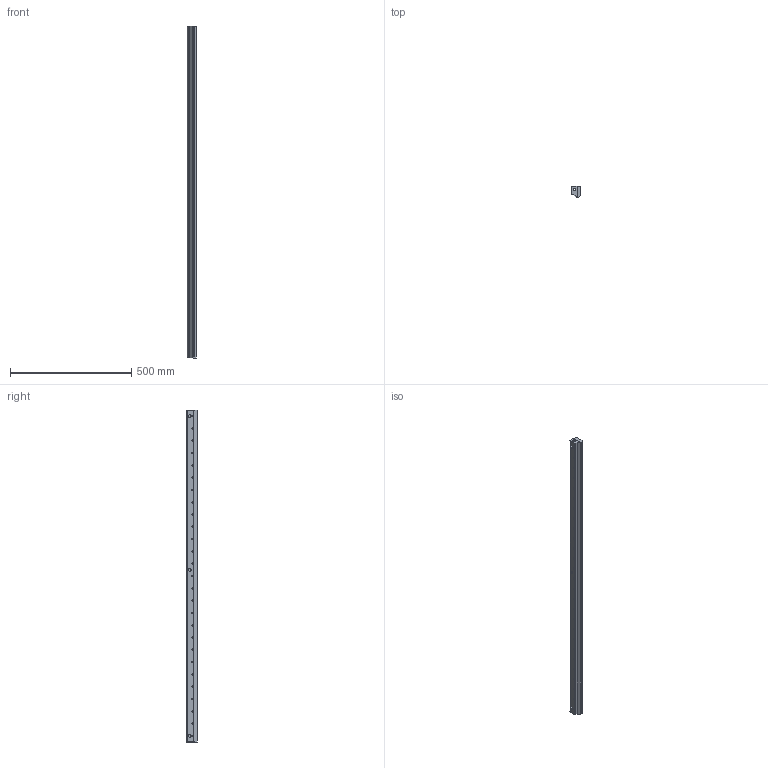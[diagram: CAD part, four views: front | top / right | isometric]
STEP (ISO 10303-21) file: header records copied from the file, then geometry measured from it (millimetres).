
FILE_DESCRIPTION((''),'2;1');
FILE_NAME('110054.stp','2010-04-28T10:28:15',('michael witt'),(''),'Autodesk Inventor 2010','Autodesk Inventor 2010','');
FILE_SCHEMA(('AUTOMOTIVE_DESIGN { 1 0 10303 214 1 1 1 1 }'));
Length unit declared in the file: inch
Products named in the file (30): Assembly9; Part367; Part369; Part371; Part373; Part375; Part377; Part379; Part381; Part383; Part385; Part387; Part389; Part391; Part393; Part395; Part397; Part399; Part401; Part403; Part405; Part407; Part409; Part411; Part413; Part415; Part417; Part419; Part421; Part423
Assembly tree (29 placements, depth 2):
  Assembly9
    Part367
    Part369
    Part371
    Part373
    Part375
    Part377
    Part379
    Part381
    Part383
    Part385
    Part387
    Part389
    Part391
    Part393
    Part395
    Part397
    Part399
    Part401
    Part403
    Part405
    Part407
    Part409
    Part411
    Part413
    Part415
    Part417
    Part419
    Part421
    Part423
Bounding box: 37.48 x 44.45 x 1371.6 mm (x, y, z)
Volume: 1811289.7 mm3; surface area: 404207.7 mm2
Topology: 29 solids, 29 shells, 590 faces, 1303 edges, 825 vertices
Faces by surface type: plane 259, bspline 166, cone 108, cylinder 57
Full cylindrical faces by diameter (mm): 6.35 x27, 11.1 x27
Entity records: 18428 total; most frequent: CARTESIAN_POINT 6592, DIRECTION 2173, ORIENTED_EDGE 1894, EDGE_LOOP 1061, EDGE_CURVE 947, AXIS2_PLACEMENT_3D 905, VERTEX_POINT 770, FACE_OUTER_BOUND 590
